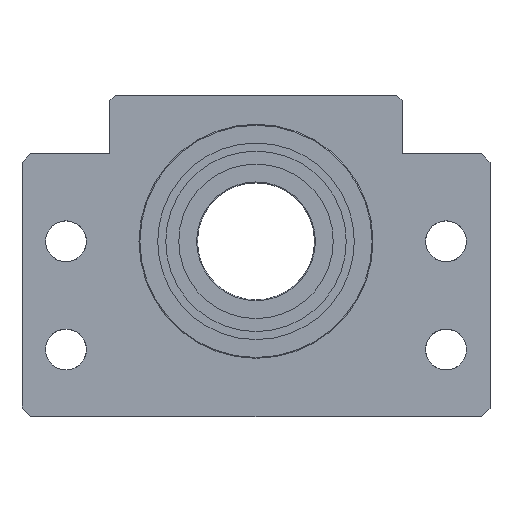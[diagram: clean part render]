
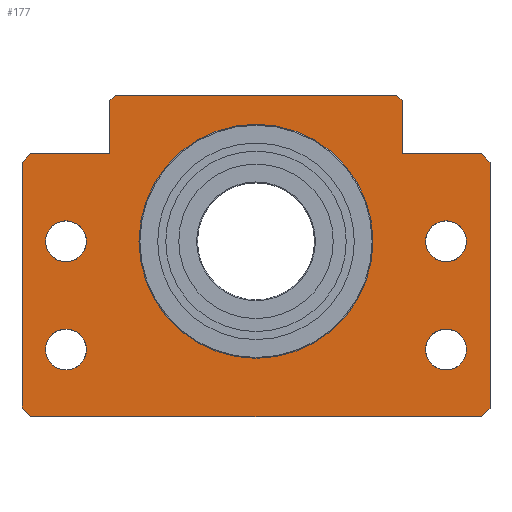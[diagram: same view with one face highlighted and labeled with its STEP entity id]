
A CAD part, top view. The second image highlights one B-rep face of the part: STEP entity #177.
In plain terms, the highlighted planar face has unit normal (0, 0, 1).
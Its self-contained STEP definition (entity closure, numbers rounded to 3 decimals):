
#177 = ADVANCED_FACE( '', ( #250, #251, #252, #253, #254, #255 ), #256, .T. );
#250 = FACE_BOUND( '', #408, .T. );
#251 = FACE_BOUND( '', #409, .T. );
#252 = FACE_BOUND( '', #410, .T. );
#253 = FACE_BOUND( '', #411, .T. );
#254 = FACE_BOUND( '', #412, .T. );
#255 = FACE_OUTER_BOUND( '', #413, .T. );
#256 = PLANE( '', #414 );
#408 = EDGE_LOOP( '', ( #582 ) );
#409 = EDGE_LOOP( '', ( #583 ) );
#410 = EDGE_LOOP( '', ( #584 ) );
#411 = EDGE_LOOP( '', ( #585 ) );
#412 = EDGE_LOOP( '', ( #586 ) );
#413 = EDGE_LOOP( '', ( #587, #588, #589, #590, #591, #592, #593, #594, #595, #596, #597, #598, #599, #600 ) );
#414 = AXIS2_PLACEMENT_3D( '', #601, #602, #603 );
#582 = ORIENTED_EDGE( '', *, *, #891, .F. );
#583 = ORIENTED_EDGE( '', *, *, #882, .T. );
#584 = ORIENTED_EDGE( '', *, *, #883, .T. );
#585 = ORIENTED_EDGE( '', *, *, #892, .T. );
#586 = ORIENTED_EDGE( '', *, *, #875, .T. );
#587 = ORIENTED_EDGE( '', *, *, #893, .T. );
#588 = ORIENTED_EDGE( '', *, *, #894, .T. );
#589 = ORIENTED_EDGE( '', *, *, #895, .T. );
#590 = ORIENTED_EDGE( '', *, *, #896, .T. );
#591 = ORIENTED_EDGE( '', *, *, #897, .T. );
#592 = ORIENTED_EDGE( '', *, *, #898, .T. );
#593 = ORIENTED_EDGE( '', *, *, #899, .T. );
#594 = ORIENTED_EDGE( '', *, *, #900, .T. );
#595 = ORIENTED_EDGE( '', *, *, #901, .T. );
#596 = ORIENTED_EDGE( '', *, *, #902, .T. );
#597 = ORIENTED_EDGE( '', *, *, #903, .T. );
#598 = ORIENTED_EDGE( '', *, *, #904, .T. );
#599 = ORIENTED_EDGE( '', *, *, #905, .T. );
#600 = ORIENTED_EDGE( '', *, *, #906, .T. );
#601 = CARTESIAN_POINT( '', ( 0., 0., 0. ) );
#602 = DIRECTION( '', ( 0., 0., 1. ) );
#603 = DIRECTION( '', ( 1., 0., 0. ) );
#875 = EDGE_CURVE( '', #968, #968, #969, .T. );
#882 = EDGE_CURVE( '', #982, #982, #983, .T. );
#883 = EDGE_CURVE( '', #984, #984, #985, .T. );
#891 = EDGE_CURVE( '', #1000, #1000, #1001, .T. );
#892 = EDGE_CURVE( '', #1002, #1002, #1003, .T. );
#893 = EDGE_CURVE( '', #1004, #1005, #1006, .T. );
#894 = EDGE_CURVE( '', #1005, #1007, #1008, .T. );
#895 = EDGE_CURVE( '', #1007, #1009, #1010, .T. );
#896 = EDGE_CURVE( '', #1009, #1011, #1012, .T. );
#897 = EDGE_CURVE( '', #1011, #1013, #1014, .T. );
#898 = EDGE_CURVE( '', #1013, #1015, #1016, .T. );
#899 = EDGE_CURVE( '', #1015, #1017, #1018, .T. );
#900 = EDGE_CURVE( '', #1017, #1019, #1020, .T. );
#901 = EDGE_CURVE( '', #1019, #1021, #1022, .T. );
#902 = EDGE_CURVE( '', #1021, #1023, #1024, .T. );
#903 = EDGE_CURVE( '', #1023, #1025, #1026, .T. );
#904 = EDGE_CURVE( '', #1025, #1027, #1028, .T. );
#905 = EDGE_CURVE( '', #1027, #1029, #1030, .T. );
#906 = EDGE_CURVE( '', #1029, #1004, #1031, .T. );
#968 = VERTEX_POINT( '', #1227 );
#969 = CIRCLE( '', #1228, 7. );
#982 = VERTEX_POINT( '', #1617 );
#983 = CIRCLE( '', #1618, 7. );
#984 = VERTEX_POINT( '', #1619 );
#985 = CIRCLE( '', #1620, 7. );
#1000 = VERTEX_POINT( '', #1732 );
#1001 = CIRCLE( '', #1733, 40. );
#1002 = VERTEX_POINT( '', #1734 );
#1003 = CIRCLE( '', #1735, 7. );
#1004 = VERTEX_POINT( '', #1736 );
#1005 = VERTEX_POINT( '', #1737 );
#1006 = LINE( '', #1738, #1739 );
#1007 = VERTEX_POINT( '', #1740 );
#1008 = LINE( '', #1741, #1742 );
#1009 = VERTEX_POINT( '', #1743 );
#1010 = LINE( '', #1744, #1745 );
#1011 = VERTEX_POINT( '', #1746 );
#1012 = LINE( '', #1747, #1748 );
#1013 = VERTEX_POINT( '', #1749 );
#1014 = LINE( '', #1750, #1751 );
#1015 = VERTEX_POINT( '', #1752 );
#1016 = LINE( '', #1753, #1754 );
#1017 = VERTEX_POINT( '', #1755 );
#1018 = LINE( '', #1756, #1757 );
#1019 = VERTEX_POINT( '', #1758 );
#1020 = LINE( '', #1759, #1760 );
#1021 = VERTEX_POINT( '', #1761 );
#1022 = LINE( '', #1762, #1763 );
#1023 = VERTEX_POINT( '', #1764 );
#1024 = LINE( '', #1765, #1766 );
#1025 = VERTEX_POINT( '', #1767 );
#1026 = LINE( '', #1768, #1769 );
#1027 = VERTEX_POINT( '', #1770 );
#1028 = LINE( '', #1771, #1772 );
#1029 = VERTEX_POINT( '', #1773 );
#1030 = LINE( '', #1774, #1775 );
#1031 = LINE( '', #1776, #1777 );
#1227 = CARTESIAN_POINT( '', ( 58., -37., 0. ) );
#1228 = AXIS2_PLACEMENT_3D( '', #2098, #2099, #2100 );
#1617 = CARTESIAN_POINT( '', ( -72., -37., 0. ) );
#1618 = AXIS2_PLACEMENT_3D( '', #2107, #2108, #2109 );
#1619 = CARTESIAN_POINT( '', ( -72., 0., 0. ) );
#1620 = AXIS2_PLACEMENT_3D( '', #2110, #2111, #2112 );
#1732 = CARTESIAN_POINT( '', ( 40., 0., 0. ) );
#1733 = AXIS2_PLACEMENT_3D( '', #2131, #2132, #2133 );
#1734 = CARTESIAN_POINT( '', ( 58., 0., 0. ) );
#1735 = AXIS2_PLACEMENT_3D( '', #2134, #2135, #2136 );
#1736 = CARTESIAN_POINT( '', ( -80., 27., 0. ) );
#1737 = CARTESIAN_POINT( '', ( -80., -57., 0. ) );
#1738 = CARTESIAN_POINT( '', ( -80., 27., 0. ) );
#1739 = VECTOR( '', #2137, 1000. );
#1740 = CARTESIAN_POINT( '', ( -77., -60., 0. ) );
#1741 = CARTESIAN_POINT( '', ( -80., -57., 0. ) );
#1742 = VECTOR( '', #2138, 1000. );
#1743 = CARTESIAN_POINT( '', ( 77., -60., 0. ) );
#1744 = CARTESIAN_POINT( '', ( -77., -60., 0. ) );
#1745 = VECTOR( '', #2139, 1000. );
#1746 = CARTESIAN_POINT( '', ( 80., -57., 0. ) );
#1747 = CARTESIAN_POINT( '', ( 77., -60., 0. ) );
#1748 = VECTOR( '', #2140, 1000. );
#1749 = CARTESIAN_POINT( '', ( 80., 27., 0. ) );
#1750 = CARTESIAN_POINT( '', ( 80., -57., 0. ) );
#1751 = VECTOR( '', #2141, 1000. );
#1752 = CARTESIAN_POINT( '', ( 77., 30., 0. ) );
#1753 = CARTESIAN_POINT( '', ( 80., 27., 0. ) );
#1754 = VECTOR( '', #2142, 1000. );
#1755 = CARTESIAN_POINT( '', ( 50., 30., 0. ) );
#1756 = CARTESIAN_POINT( '', ( 77., 30., 0. ) );
#1757 = VECTOR( '', #2143, 1000. );
#1758 = CARTESIAN_POINT( '', ( 50., 48., 0. ) );
#1759 = CARTESIAN_POINT( '', ( 50., 30., 0. ) );
#1760 = VECTOR( '', #2144, 1000. );
#1761 = CARTESIAN_POINT( '', ( 48., 50., 0. ) );
#1762 = CARTESIAN_POINT( '', ( 50., 48., 0. ) );
#1763 = VECTOR( '', #2145, 1000. );
#1764 = CARTESIAN_POINT( '', ( -48., 50., 0. ) );
#1765 = CARTESIAN_POINT( '', ( 48., 50., 0. ) );
#1766 = VECTOR( '', #2146, 1000. );
#1767 = CARTESIAN_POINT( '', ( -50., 48., 0. ) );
#1768 = CARTESIAN_POINT( '', ( -48., 50., 0. ) );
#1769 = VECTOR( '', #2147, 1000. );
#1770 = CARTESIAN_POINT( '', ( -50., 30., 0. ) );
#1771 = CARTESIAN_POINT( '', ( -50., 48., 0. ) );
#1772 = VECTOR( '', #2148, 1000. );
#1773 = CARTESIAN_POINT( '', ( -77., 30., 0. ) );
#1774 = CARTESIAN_POINT( '', ( -50., 30., 0. ) );
#1775 = VECTOR( '', #2149, 1000. );
#1776 = CARTESIAN_POINT( '', ( -77., 30., 0. ) );
#1777 = VECTOR( '', #2150, 1000. );
#2098 = CARTESIAN_POINT( '', ( 65., -37., 0. ) );
#2099 = DIRECTION( '', ( 0., 0., -1. ) );
#2100 = DIRECTION( '', ( -1., 0., 0. ) );
#2107 = CARTESIAN_POINT( '', ( -65., -37., 0. ) );
#2108 = DIRECTION( '', ( 0., 0., -1. ) );
#2109 = DIRECTION( '', ( -1., 0., 0. ) );
#2110 = CARTESIAN_POINT( '', ( -65., 0., 0. ) );
#2111 = DIRECTION( '', ( 0., 0., -1. ) );
#2112 = DIRECTION( '', ( -1., 0., 0. ) );
#2131 = CARTESIAN_POINT( '', ( 0., 0., 0. ) );
#2132 = DIRECTION( '', ( 0., 0., 1. ) );
#2133 = DIRECTION( '', ( 1., 0., 0. ) );
#2134 = CARTESIAN_POINT( '', ( 65., 0., 0. ) );
#2135 = DIRECTION( '', ( 0., 0., -1. ) );
#2136 = DIRECTION( '', ( -1., 0., 0. ) );
#2137 = DIRECTION( '', ( 0., -1., 0. ) );
#2138 = DIRECTION( '', ( 0.707, -0.707, 0. ) );
#2139 = DIRECTION( '', ( 1., 0., 0. ) );
#2140 = DIRECTION( '', ( 0.707, 0.707, 0. ) );
#2141 = DIRECTION( '', ( 0., 1., 0. ) );
#2142 = DIRECTION( '', ( -0.707, 0.707, 0. ) );
#2143 = DIRECTION( '', ( -1., 0., 0. ) );
#2144 = DIRECTION( '', ( 0., 1., 0. ) );
#2145 = DIRECTION( '', ( -0.707, 0.707, 0. ) );
#2146 = DIRECTION( '', ( -1., 0., 0. ) );
#2147 = DIRECTION( '', ( -0.707, -0.707, 0. ) );
#2148 = DIRECTION( '', ( 0., -1., 0. ) );
#2149 = DIRECTION( '', ( -1., 0., 0. ) );
#2150 = DIRECTION( '', ( -0.707, -0.707, 0. ) );
